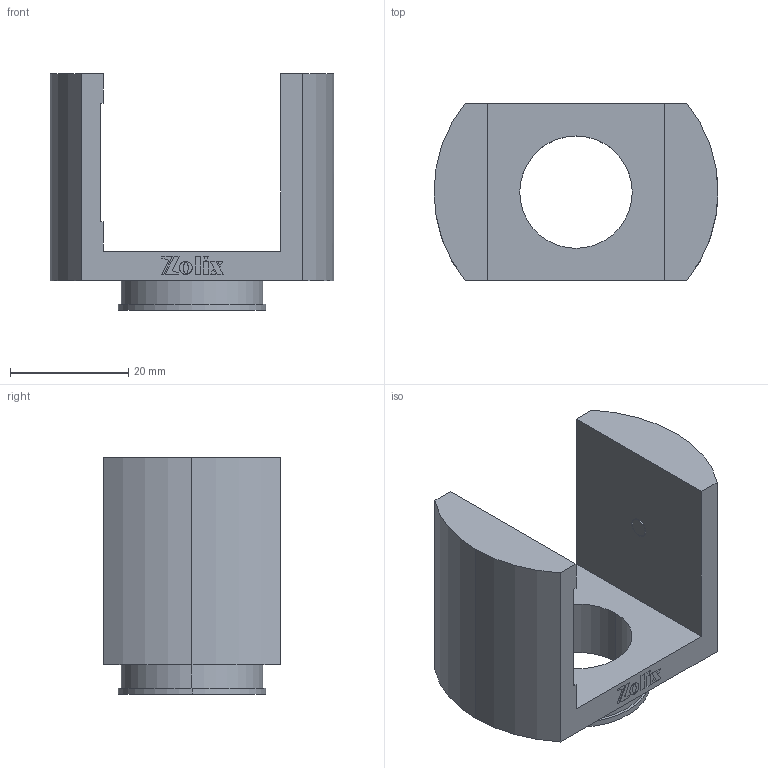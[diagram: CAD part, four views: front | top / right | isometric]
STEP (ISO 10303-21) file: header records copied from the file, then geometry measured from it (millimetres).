
FILE_DESCRIPTION (( 'STEP AP203' ), '1' );
FILE_NAME ('MAD25-CBH-30.STEP', '2022-07-15T00:51:07', ( '' ), ( '' ), 'SwSTEP 2.0', 'SolidWorks 2021', '' );
FILE_SCHEMA (( 'CONFIG_CONTROL_DESIGN' ));
Length unit declared in the file: millimetre
Products named in the file (1): MAD25-CBH-30
Bounding box: 48 x 30 x 40 mm (x, y, z)
Surface area: 8165.3 mm2 (no closed solid volume)
Topology: 0 solids, 4 shells, 60 faces, 389 edges, 334 vertices
Faces by surface type: plane 47, cylinder 13
Entity records: 3797 total; most frequent: CARTESIAN_POINT 836, DIRECTION 535, ORIENTED_EDGE 508, EDGE_CURVE 389, LINE 361, VECTOR 361, VERTEX_POINT 334, AXIS2_PLACEMENT_3D 87
